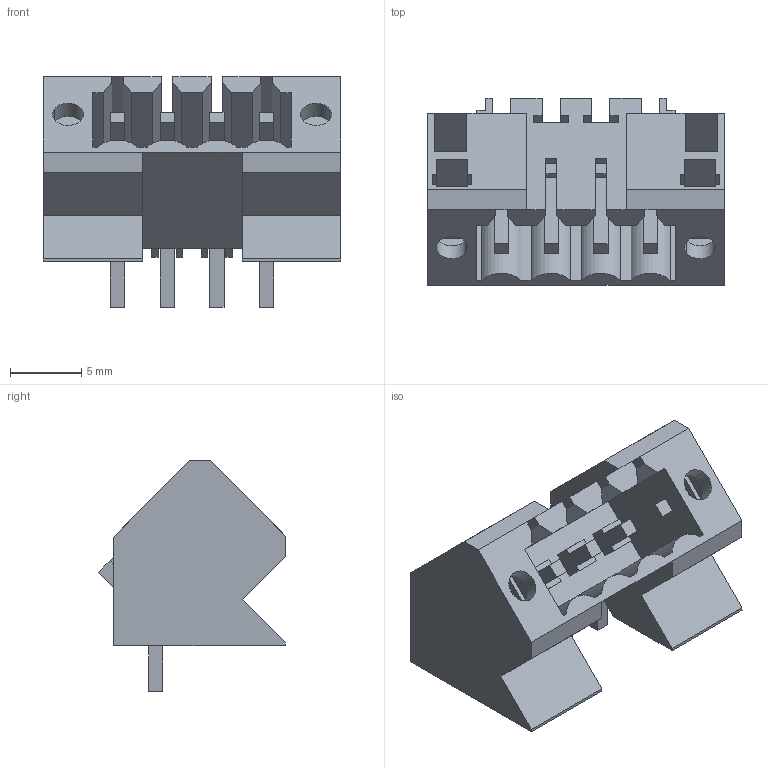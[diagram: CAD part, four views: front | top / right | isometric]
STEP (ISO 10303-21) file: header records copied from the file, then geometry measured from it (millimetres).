
FILE_DESCRIPTION(('CATIA V5 STEP Exchange','CAx-IF Rec.Pracs.--- Model Styling and Organization---1.2---2011-12-15'),'2;1');
FILE_NAME ('D1446362_0_1003530000_1003530000.stp','2018-03-23T12:34:55+00:00',('none'),('Weidmueller'),'CATIA Version 5-6 Release 2014','CATIA V5 STEP AP214','none');
FILE_SCHEMA(('AUTOMOTIVE_DESIGN { 1 0 10303 214 1 1 1 1 }'));
Length unit declared in the file: millimetre
Products named in the file (1): 1003530000
Bounding box: 20.95 x 13.15 x 16.23 mm (x, y, z)
Volume: 1188.4 mm3; surface area: 2605.7 mm2
Topology: 5 solids, 5 shells, 298 faces, 867 edges, 577 vertices
Faces by surface type: plane 290, cylinder 8
Entity records: 9205 total; most frequent: ORIENTED_EDGE 1734, CARTESIAN_POINT 1676, DIRECTION 1249, EDGE_CURVE 867, VECTOR 847, LINE 847, VERTEX_POINT 577, EDGE_LOOP 320
